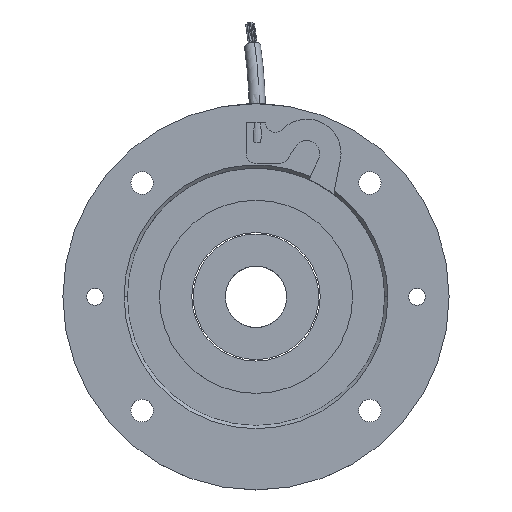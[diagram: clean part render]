
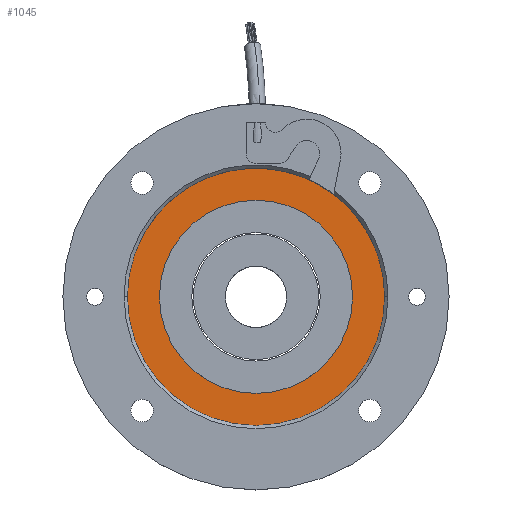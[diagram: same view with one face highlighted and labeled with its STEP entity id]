
A CAD part, top view. The second image highlights one B-rep face of the part: STEP entity #1045.
In plain terms, the highlighted planar face has unit normal (0, 0, 1).
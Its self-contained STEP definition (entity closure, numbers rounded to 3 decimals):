
#67 = FACE_BOUND ( 'NONE', #5260, .T. ) ;
#144 = EDGE_CURVE ( 'NONE', #6600, #5488, #6615, .T. ) ;
#273 = CARTESIAN_POINT ( 'NONE',  ( 40., 0., -3.5 ) ) ;
#280 = DIRECTION ( 'NONE',  ( 1., 0., 0. ) ) ;
#619 = DIRECTION ( 'NONE',  ( 0., 0., 1. ) ) ;
#723 = DIRECTION ( 'NONE',  ( 0., 0., 1. ) ) ;
#823 = CARTESIAN_POINT ( 'NONE',  ( -40., 0., -3.5 ) ) ;
#1045 = ADVANCED_FACE ( 'NONE', ( #67, #1704 ), #3799, .T. ) ;
#1107 = CARTESIAN_POINT ( 'NONE',  ( 30., 0., -3.5 ) ) ;
#1120 = CARTESIAN_POINT ( 'NONE',  ( -30., 0., -3.5 ) ) ;
#1697 = EDGE_CURVE ( 'NONE', #2436, #5282, #1700, .T. ) ;
#1700 = CIRCLE ( 'NONE', #1914, 40. ) ;
#1704 = FACE_OUTER_BOUND ( 'NONE', #2126, .T. ) ;
#1914 = AXIS2_PLACEMENT_3D ( 'NONE', #2489, #6604, #1958 ) ;
#1958 = DIRECTION ( 'NONE',  ( 1., 0., 0. ) ) ;
#2126 = EDGE_LOOP ( 'NONE', ( #5718, #3666 ) ) ;
#2332 = CARTESIAN_POINT ( 'NONE',  ( 0., 0., -3.5 ) ) ;
#2436 = VERTEX_POINT ( 'NONE', #823 ) ;
#2489 = CARTESIAN_POINT ( 'NONE',  ( 0., 0., -3.5 ) ) ;
#2682 = DIRECTION ( 'NONE',  ( 1., 0., 0. ) ) ;
#2724 = CIRCLE ( 'NONE', #4983, 30. ) ;
#2886 = DIRECTION ( 'NONE',  ( 1., 0., 0. ) ) ;
#3535 = ORIENTED_EDGE ( 'NONE', *, *, #3769, .F. ) ;
#3666 = ORIENTED_EDGE ( 'NONE', *, *, #1697, .T. ) ;
#3764 = CARTESIAN_POINT ( 'NONE',  ( 0., 0., -3.5 ) ) ;
#3769 = EDGE_CURVE ( 'NONE', #5488, #6600, #2724, .T. ) ;
#3799 = PLANE ( 'NONE',  #5226 ) ;
#4482 = CARTESIAN_POINT ( 'NONE',  ( 0., 0., -3.5 ) ) ;
#4493 = CIRCLE ( 'NONE', #5799, 40. ) ;
#4944 = DIRECTION ( 'NONE',  ( 0., 0., 1. ) ) ;
#4983 = AXIS2_PLACEMENT_3D ( 'NONE', #6496, #4944, #280 ) ;
#4986 = ORIENTED_EDGE ( 'NONE', *, *, #144, .F. ) ;
#5226 = AXIS2_PLACEMENT_3D ( 'NONE', #3764, #619, #2682 ) ;
#5249 = EDGE_CURVE ( 'NONE', #5282, #2436, #4493, .T. ) ;
#5260 = EDGE_LOOP ( 'NONE', ( #4986, #3535 ) ) ;
#5282 = VERTEX_POINT ( 'NONE', #273 ) ;
#5488 = VERTEX_POINT ( 'NONE', #1120 ) ;
#5718 = ORIENTED_EDGE ( 'NONE', *, *, #5249, .T. ) ;
#5799 = AXIS2_PLACEMENT_3D ( 'NONE', #2332, #723, #2886 ) ;
#5861 = AXIS2_PLACEMENT_3D ( 'NONE', #4482, #6010, #6676 ) ;
#6010 = DIRECTION ( 'NONE',  ( 0., 0., 1. ) ) ;
#6496 = CARTESIAN_POINT ( 'NONE',  ( 0., 0., -3.5 ) ) ;
#6600 = VERTEX_POINT ( 'NONE', #1107 ) ;
#6604 = DIRECTION ( 'NONE',  ( 0., 0., 1. ) ) ;
#6615 = CIRCLE ( 'NONE', #5861, 30. ) ;
#6676 = DIRECTION ( 'NONE',  ( 1., 0., 0. ) ) ;
